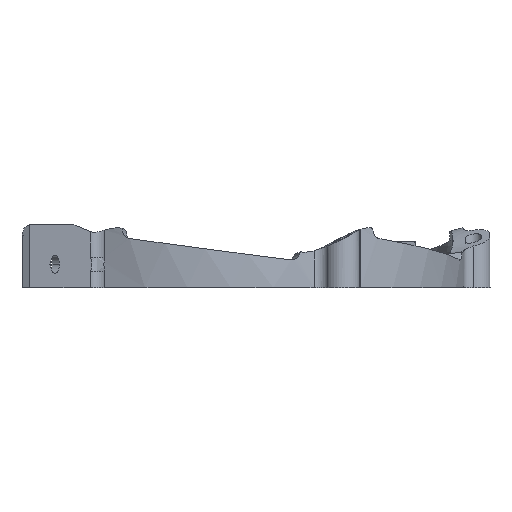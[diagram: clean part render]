
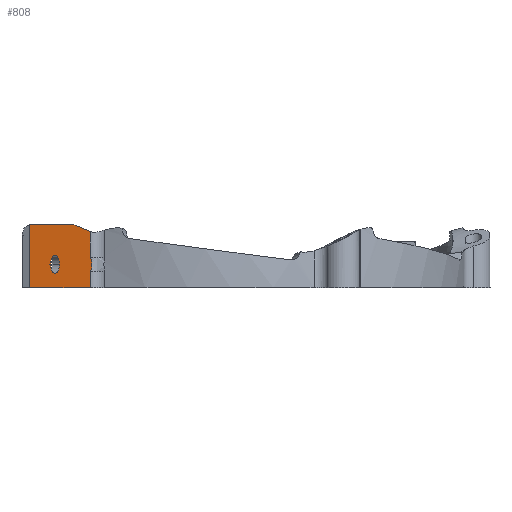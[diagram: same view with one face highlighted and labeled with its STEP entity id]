
A CAD part, front view. The second image highlights one B-rep face of the part: STEP entity #808.
In plain terms, the highlighted planar face has unit normal (0.866, -0.5, 0).
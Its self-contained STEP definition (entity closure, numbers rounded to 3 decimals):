
#22 = EDGE_CURVE ( 'NONE', #1434, #2921, #273, .T. ) ;
#30 = CARTESIAN_POINT ( 'NONE',  ( -17.763, -34.629, 4.329 ) ) ;
#33 = CARTESIAN_POINT ( 'NONE',  ( 1.673, -0.966, 0. ) ) ;
#72 = CARTESIAN_POINT ( 'NONE',  ( -17.763, -34.63, 2.539 ) ) ;
#77 = ORIENTED_EDGE ( 'NONE', *, *, #3430, .T. ) ;
#83 = LINE ( 'NONE', #2649, #1093 ) ;
#92 = EDGE_CURVE ( 'NONE', #3315, #1079, #3057, .T. ) ;
#196 = ORIENTED_EDGE ( 'NONE', *, *, #92, .T. ) ;
#273 = B_SPLINE_CURVE_WITH_KNOTS ( 'NONE', 3,
 ( #1058, #1378, #3929, #4262 ),
 .UNSPECIFIED., .F., .F.,
 ( 4, 4 ),
 ( 0., 0.005 ),
 .UNSPECIFIED. ) ;
#274 = CARTESIAN_POINT ( 'NONE',  ( 1.673, -0.966, 0. ) ) ;
#293 = B_SPLINE_CURVE_WITH_KNOTS ( 'NONE', 3,
 ( #1112, #4020, #752, #1843, #30, #1491 ),
 .UNSPECIFIED., .F., .F.,
 ( 4, 2, 4 ),
 ( 0., 0.5, 1. ),
 .UNSPECIFIED. ) ;
#307 = LINE ( 'NONE', #2109, #3071 ) ;
#389 = CARTESIAN_POINT ( 'NONE',  ( -17.704, -34.528, 2.692 ) ) ;
#396 = EDGE_CURVE ( 'NONE', #1079, #1037, #293, .T. ) ;
#432 = ORIENTED_EDGE ( 'NONE', *, *, #3604, .T. ) ;
#556 = DIRECTION ( 'NONE',  ( -0.866, 0.5, 0. ) ) ;
#560 = AXIS2_PLACEMENT_3D ( 'NONE', #668, #2822, #2910 ) ;
#606 = EDGE_CURVE ( 'NONE', #4037, #4649, #798, .T. ) ;
#664 = CARTESIAN_POINT ( 'NONE',  ( -26.825, -50.325, 0. ) ) ;
#668 = CARTESIAN_POINT ( 'NONE',  ( -23.063, -43.809, 3.434 ) ) ;
#752 = CARTESIAN_POINT ( 'NONE',  ( -17.621, -34.383, 3.819 ) ) ;
#770 = ORIENTED_EDGE ( 'NONE', *, *, #22, .T. ) ;
#798 = LINE ( 'NONE', #3348, #2013 ) ;
#808 = ADVANCED_FACE ( 'NONE', ( #4282, #1677 ), #2045, .F. ) ;
#822 = DIRECTION ( 'NONE',  ( 0., 0., 1. ) ) ;
#990 = ORIENTED_EDGE ( 'NONE', *, *, #1076, .T. ) ;
#1037 = VERTEX_POINT ( 'NONE', #3947 ) ;
#1058 = CARTESIAN_POINT ( 'NONE',  ( -17.839, -34.761, 8.257 ) ) ;
#1076 = EDGE_CURVE ( 'NONE', #2667, #4683, #3683, .T. ) ;
#1079 = VERTEX_POINT ( 'NONE', #3568 ) ;
#1093 = VECTOR ( 'NONE', #3669, 1000. ) ;
#1109 = CARTESIAN_POINT ( 'NONE',  ( -17.621, -34.383, 3.049 ) ) ;
#1112 = CARTESIAN_POINT ( 'NONE',  ( -17.6, -34.347, 3.434 ) ) ;
#1307 = CARTESIAN_POINT ( 'NONE',  ( -23.729, -44.963, 3.434 ) ) ;
#1378 = CARTESIAN_POINT ( 'NONE',  ( -18.696, -36.245, 8.617 ) ) ;
#1434 = VERTEX_POINT ( 'NONE', #3026 ) ;
#1457 = ORIENTED_EDGE ( 'NONE', *, *, #606, .F. ) ;
#1491 = CARTESIAN_POINT ( 'NONE',  ( -17.839, -34.761, 4.455 ) ) ;
#1493 = LINE ( 'NONE', #33, #1557 ) ;
#1498 = EDGE_CURVE ( 'NONE', #1037, #1434, #2233, .T. ) ;
#1557 = VECTOR ( 'NONE', #3351, 1000. ) ;
#1677 = FACE_OUTER_BOUND ( 'NONE', #2805, .T. ) ;
#1686 = CARTESIAN_POINT ( 'NONE',  ( -22.396, -42.654, 3.434 ) ) ;
#1749 = CARTESIAN_POINT ( 'NONE',  ( -23.063, -43.809, 3.434 ) ) ;
#1814 = CARTESIAN_POINT ( 'NONE',  ( -20.411, -39.217, 9.33 ) ) ;
#1840 = CARTESIAN_POINT ( 'NONE',  ( -17.6, -34.347, 3.434 ) ) ;
#1843 = CARTESIAN_POINT ( 'NONE',  ( -17.704, -34.528, 4.176 ) ) ;
#2013 = VECTOR ( 'NONE', #822, 1000. ) ;
#2045 = PLANE ( 'NONE',  #3920 ) ;
#2109 = CARTESIAN_POINT ( 'NONE',  ( -26.825, -50.325, 9.33 ) ) ;
#2220 = VERTEX_POINT ( 'NONE', #2375 ) ;
#2233 = LINE ( 'NONE', #4000, #4224 ) ;
#2349 = CARTESIAN_POINT ( 'NONE',  ( -17.839, -34.761, 2.413 ) ) ;
#2375 = CARTESIAN_POINT ( 'NONE',  ( -17.839, -34.761, 0. ) ) ;
#2454 = DIRECTION ( 'NONE',  ( 0., 0., 1. ) ) ;
#2538 = CARTESIAN_POINT ( 'NONE',  ( -17.839, -34.761, 2.413 ) ) ;
#2565 = CARTESIAN_POINT ( 'NONE',  ( -17.6, -34.347, 3.237 ) ) ;
#2649 = CARTESIAN_POINT ( 'NONE',  ( -17.839, -34.761, 10.662 ) ) ;
#2667 = VERTEX_POINT ( 'NONE', #1307 ) ;
#2695 = CIRCLE ( 'NONE', #560, 1.333 ) ;
#2795 = EDGE_CURVE ( 'NONE', #2220, #4037, #1493, .T. ) ;
#2805 = EDGE_LOOP ( 'NONE', ( #4583, #770, #3496, #1457, #2819, #432, #196, #4362 ) ) ;
#2819 = ORIENTED_EDGE ( 'NONE', *, *, #2795, .F. ) ;
#2822 = DIRECTION ( 'NONE',  ( -0.866, 0.5, 0. ) ) ;
#2910 = DIRECTION ( 'NONE',  ( -0.5, -0.866, 0. ) ) ;
#2921 = VERTEX_POINT ( 'NONE', #1814 ) ;
#3026 = CARTESIAN_POINT ( 'NONE',  ( -17.839, -34.761, 8.257 ) ) ;
#3057 = B_SPLINE_CURVE_WITH_KNOTS ( 'NONE', 3,
 ( #2538, #72, #389, #1109, #2565, #1840 ),
 .UNSPECIFIED., .F., .F.,
 ( 4, 2, 4 ),
 ( 0., 0.5, 1. ),
 .UNSPECIFIED. ) ;
#3071 = VECTOR ( 'NONE', #3559, 1000. ) ;
#3172 = CARTESIAN_POINT ( 'NONE',  ( -26.825, -50.325, 9.33 ) ) ;
#3201 = EDGE_LOOP ( 'NONE', ( #990, #77 ) ) ;
#3250 = DIRECTION ( 'NONE',  ( -0.5, -0.866, 0. ) ) ;
#3258 = DIRECTION ( 'NONE',  ( 0., 0., 1. ) ) ;
#3315 = VERTEX_POINT ( 'NONE', #2349 ) ;
#3348 = CARTESIAN_POINT ( 'NONE',  ( -26.825, -50.325, 0. ) ) ;
#3351 = DIRECTION ( 'NONE',  ( -0.5, -0.866, 0. ) ) ;
#3405 = EDGE_CURVE ( 'NONE', #4649, #2921, #307, .T. ) ;
#3430 = EDGE_CURVE ( 'NONE', #4683, #2667, #2695, .T. ) ;
#3496 = ORIENTED_EDGE ( 'NONE', *, *, #3405, .F. ) ;
#3559 = DIRECTION ( 'NONE',  ( 0.5, 0.866, 0. ) ) ;
#3568 = CARTESIAN_POINT ( 'NONE',  ( -17.6, -34.347, 3.434 ) ) ;
#3604 = EDGE_CURVE ( 'NONE', #2220, #3315, #83, .T. ) ;
#3669 = DIRECTION ( 'NONE',  ( 0., 0., 1. ) ) ;
#3683 = CIRCLE ( 'NONE', #4520, 1.333 ) ;
#3920 = AXIS2_PLACEMENT_3D ( 'NONE', #274, #556, #2454 ) ;
#3929 = CARTESIAN_POINT ( 'NONE',  ( -19.553, -37.731, 8.975 ) ) ;
#3947 = CARTESIAN_POINT ( 'NONE',  ( -17.839, -34.761, 4.455 ) ) ;
#3992 = DIRECTION ( 'NONE',  ( -0.866, 0.5, 0. ) ) ;
#4000 = CARTESIAN_POINT ( 'NONE',  ( -17.839, -34.761, 10.662 ) ) ;
#4020 = CARTESIAN_POINT ( 'NONE',  ( -17.6, -34.347, 3.631 ) ) ;
#4037 = VERTEX_POINT ( 'NONE', #664 ) ;
#4224 = VECTOR ( 'NONE', #3258, 1000. ) ;
#4262 = CARTESIAN_POINT ( 'NONE',  ( -20.411, -39.217, 9.33 ) ) ;
#4282 = FACE_BOUND ( 'NONE', #3201, .T. ) ;
#4362 = ORIENTED_EDGE ( 'NONE', *, *, #396, .T. ) ;
#4520 = AXIS2_PLACEMENT_3D ( 'NONE', #1749, #3992, #3250 ) ;
#4583 = ORIENTED_EDGE ( 'NONE', *, *, #1498, .T. ) ;
#4649 = VERTEX_POINT ( 'NONE', #3172 ) ;
#4683 = VERTEX_POINT ( 'NONE', #1686 ) ;
